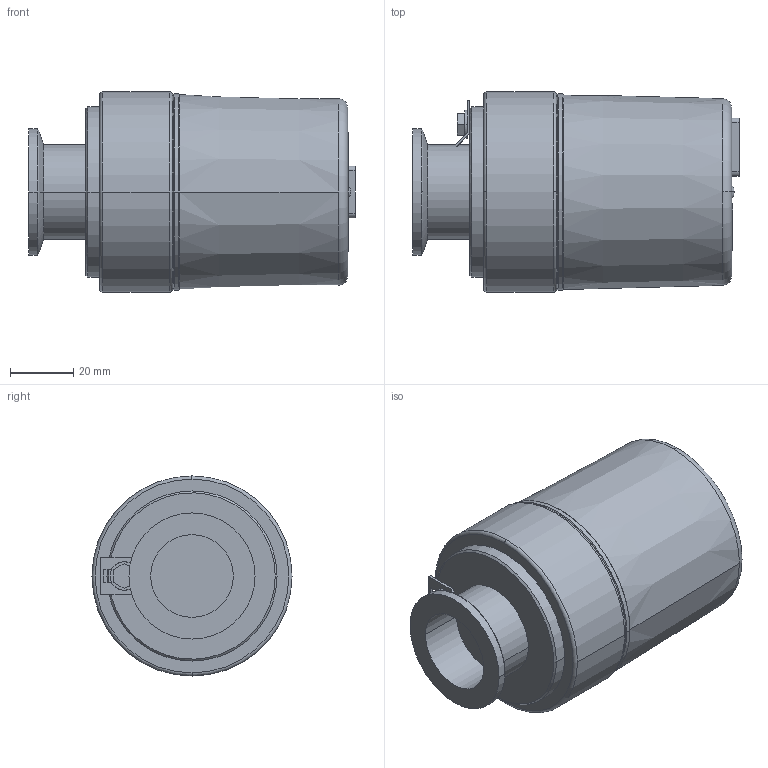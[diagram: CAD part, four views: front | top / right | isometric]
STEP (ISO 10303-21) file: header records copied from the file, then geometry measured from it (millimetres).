
FILE_DESCRIPTION((''),'2;1');
FILE_NAME('PTR25500.stp','2004-07-23T15:21:05',('GELH'),(''),'Autodesk Inventor (R) 6.0','Autodesk Inventor (R) 6.0','');
FILE_SCHEMA(('AUTOMOTIVE_DESIGN { 1 0 10303 214 1 1 1 1 }'));
Length unit declared in the file: millimetre
Products named in the file (1): PTR25500
Bounding box: 103.5 x 63.5 x 63.5 mm (x, y, z)
Volume: 251291.3 mm3; surface area: 26044 mm2
Topology: 1 solids, 1 shells, 108 faces, 289 edges, 184 vertices
Faces by surface type: plane 58, cylinder 30, cone 10, torus 8, bspline 2
Entity records: 3472 total; most frequent: CARTESIAN_POINT 655, DIRECTION 614, ORIENTED_EDGE 574, EDGE_CURVE 287, AXIS2_PLACEMENT_3D 222, VERTEX_POINT 184, VECTOR 170, LINE 170
